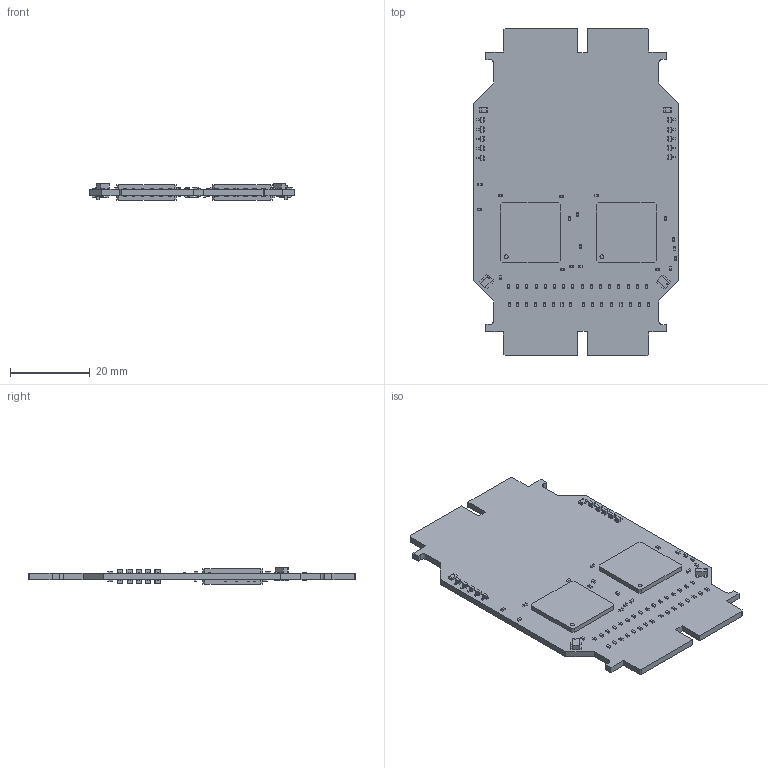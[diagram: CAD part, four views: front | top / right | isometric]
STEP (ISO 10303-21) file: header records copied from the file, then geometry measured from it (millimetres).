
FILE_DESCRIPTION(('Open CASCADE Model'),'2;1');
FILE_NAME('Open CASCADE Shape Model','2018-05-14T17:30:06',('Author'),( 'Open CASCADE'),'Open CASCADE STEP processor 6.8','Open CASCADE 6.8' ,'Unknown');
FILE_SCHEMA(('AUTOMOTIVE_DESIGN { 1 0 10303 214 1 1 1 1 }'));
Length unit declared in the file: millimetre
Products named in the file (186): PCB; Board; RsstC; 6773500096; Extruded; 6773499904; R_Trig_A; 6773498176; 6773497984; R_BF2_A; 6773499712; 6773499520; CVB; 6773498560; 6773498368; CVA; C1C; 6773498944; 6773498752; C1B; A1; 6773497792; 6773497600; 6773497408; 6773496448; A5; A4; A3; A2; RwA; D5; D4; D3; D2; D1; C5; C4; C3; C2; C1 ...
Assembly tree (514 placements, depth 4):
  PCB
    Board
    RsstC
      6773500096
        Extruded
      6773499904
        Extruded
    R_Trig_A
      6773498176
        Extruded
      6773497984
        Extruded
    R_BF2_A
      6773499712
        Extruded
      6773499520
        Extruded
    CVB
      6773498560
        Extruded
      6773498368  x2
        Extruded
    CVA
      6773498560
        Extruded
      6773498368  x2
        Extruded
    C1C
      6773498944
        Extruded
      6773498752  x2
        Extruded
    C1B
      6773498944
        Extruded
      6773498752  x2
        Extruded
    A1
      6773497792  x2
        Extruded
      6773497600
        Extruded
      6773497408
        Extruded
      6773496448
        Extruded
    A5
      6773497792  x2
        Extruded
      6773497600
        Extruded
      6773497408
        Extruded
      6773496448
        Extruded
    A4
      6773497792  x2
        Extruded
      6773497600
        Extruded
Bounding box: 51.63 x 82.22 x 4.2 mm (x, y, z)
Volume: 7101.9 mm3; surface area: 10776.7 mm2
Topology: 357 solids, 357 shells, 2220 faces, 4518 edges, 3012 vertices
Faces by surface type: plane 2212, cylinder 8
Full cylindrical faces by diameter (mm): 1 x4
Entity records: 12424 total; most frequent: DIRECTION 2009, CARTESIAN_POINT 1597, ORIENTED_EDGE 1026, AXIS2_PLACEMENT_3D 754, PRODUCT_DEFINITION_SHAPE 700, CONTEXT_DEPENDENT_SHAPE_REPRESENTATION 514, ITEM_DEFINED_TRANSFORMATION 514, NEXT_ASSEMBLY_USAGE_OCCURRENCE 514
